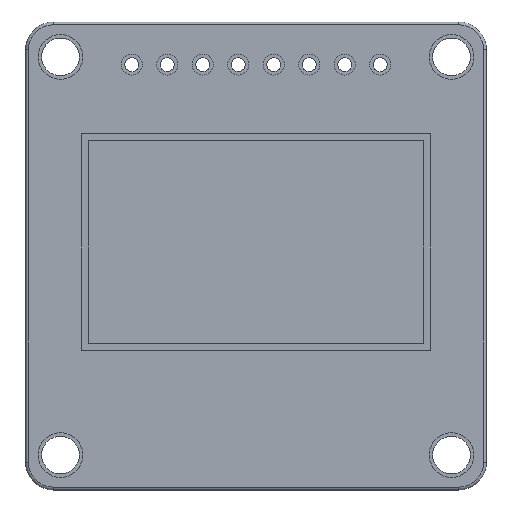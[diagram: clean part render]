
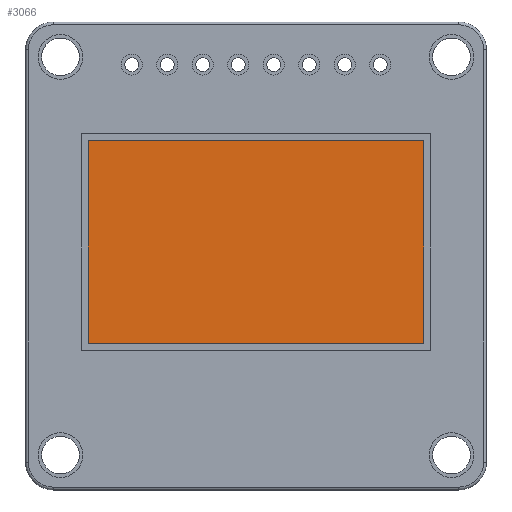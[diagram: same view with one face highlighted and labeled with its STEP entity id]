
A CAD part, top view. The second image highlights one B-rep face of the part: STEP entity #3066.
In plain terms, the highlighted planar face has unit normal (0, 0, 1).
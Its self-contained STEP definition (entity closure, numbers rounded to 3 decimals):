
#2752 = VERTEX_POINT('',#2753);
#2753 = CARTESIAN_POINT('',(-12.,8.25,1.));
#2760 = PLANE('',#2761);
#2761 = AXIS2_PLACEMENT_3D('',#2762,#2763,#2764);
#2762 = CARTESIAN_POINT('',(-12.,8.25,0.));
#2763 = DIRECTION('',(0.,1.,0.));
#2764 = DIRECTION('',(1.,0.,0.));
#2772 = PLANE('',#2773);
#2773 = AXIS2_PLACEMENT_3D('',#2774,#2775,#2776);
#2774 = CARTESIAN_POINT('',(-12.,-6.25,0.));
#2775 = DIRECTION('',(-1.,0.,0.));
#2776 = DIRECTION('',(0.,1.,0.));
#2784 = EDGE_CURVE('',#2752,#2785,#2787,.T.);
#2785 = VERTEX_POINT('',#2786);
#2786 = CARTESIAN_POINT('',(12.,8.25,1.));
#2787 = SURFACE_CURVE('',#2788,(#2792,#2799),.PCURVE_S1.);
#2788 = LINE('',#2789,#2790);
#2789 = CARTESIAN_POINT('',(-12.,8.25,1.));
#2790 = VECTOR('',#2791,1.);
#2791 = DIRECTION('',(1.,0.,0.));
#2792 = PCURVE('',#2760,#2793);
#2793 = DEFINITIONAL_REPRESENTATION('',(#2794),#2798);
#2794 = LINE('',#2795,#2796);
#2795 = CARTESIAN_POINT('',(0.,-1.));
#2796 = VECTOR('',#2797,1.);
#2797 = DIRECTION('',(1.,0.));
#2798 = ( GEOMETRIC_REPRESENTATION_CONTEXT(2) 
PARAMETRIC_REPRESENTATION_CONTEXT() REPRESENTATION_CONTEXT('2D SPACE',''
  ) );
#2799 = PCURVE('',#2800,#2805);
#2800 = PLANE('',#2801);
#2801 = AXIS2_PLACEMENT_3D('',#2802,#2803,#2804);
#2802 = CARTESIAN_POINT('',(0.,1.,1.));
#2803 = DIRECTION('',(-0.,-0.,-1.));
#2804 = DIRECTION('',(-1.,0.,0.));
#2805 = DEFINITIONAL_REPRESENTATION('',(#2806),#2810);
#2806 = LINE('',#2807,#2808);
#2807 = CARTESIAN_POINT('',(12.,7.25));
#2808 = VECTOR('',#2809,1.);
#2809 = DIRECTION('',(-1.,0.));
#2810 = ( GEOMETRIC_REPRESENTATION_CONTEXT(2) 
PARAMETRIC_REPRESENTATION_CONTEXT() REPRESENTATION_CONTEXT('2D SPACE',''
  ) );
#2828 = PLANE('',#2829);
#2829 = AXIS2_PLACEMENT_3D('',#2830,#2831,#2832);
#2830 = CARTESIAN_POINT('',(12.,8.25,0.));
#2831 = DIRECTION('',(1.,0.,0.));
#2832 = DIRECTION('',(0.,-1.,0.));
#2870 = EDGE_CURVE('',#2785,#2871,#2873,.T.);
#2871 = VERTEX_POINT('',#2872);
#2872 = CARTESIAN_POINT('',(12.,-6.25,1.));
#2873 = SURFACE_CURVE('',#2874,(#2878,#2885),.PCURVE_S1.);
#2874 = LINE('',#2875,#2876);
#2875 = CARTESIAN_POINT('',(12.,8.25,1.));
#2876 = VECTOR('',#2877,1.);
#2877 = DIRECTION('',(0.,-1.,0.));
#2878 = PCURVE('',#2828,#2879);
#2879 = DEFINITIONAL_REPRESENTATION('',(#2880),#2884);
#2880 = LINE('',#2881,#2882);
#2881 = CARTESIAN_POINT('',(0.,-1.));
#2882 = VECTOR('',#2883,1.);
#2883 = DIRECTION('',(1.,0.));
#2884 = ( GEOMETRIC_REPRESENTATION_CONTEXT(2) 
PARAMETRIC_REPRESENTATION_CONTEXT() REPRESENTATION_CONTEXT('2D SPACE',''
  ) );
#2885 = PCURVE('',#2800,#2886);
#2886 = DEFINITIONAL_REPRESENTATION('',(#2887),#2891);
#2887 = LINE('',#2888,#2889);
#2888 = CARTESIAN_POINT('',(-12.,7.25));
#2889 = VECTOR('',#2890,1.);
#2890 = DIRECTION('',(0.,-1.));
#2891 = ( GEOMETRIC_REPRESENTATION_CONTEXT(2) 
PARAMETRIC_REPRESENTATION_CONTEXT() REPRESENTATION_CONTEXT('2D SPACE',''
  ) );
#2909 = PLANE('',#2910);
#2910 = AXIS2_PLACEMENT_3D('',#2911,#2912,#2913);
#2911 = CARTESIAN_POINT('',(12.,-6.25,0.));
#2912 = DIRECTION('',(0.,-1.,0.));
#2913 = DIRECTION('',(-1.,0.,0.));
#2946 = EDGE_CURVE('',#2871,#2947,#2949,.T.);
#2947 = VERTEX_POINT('',#2948);
#2948 = CARTESIAN_POINT('',(-12.,-6.25,1.));
#2949 = SURFACE_CURVE('',#2950,(#2954,#2961),.PCURVE_S1.);
#2950 = LINE('',#2951,#2952);
#2951 = CARTESIAN_POINT('',(12.,-6.25,1.));
#2952 = VECTOR('',#2953,1.);
#2953 = DIRECTION('',(-1.,0.,0.));
#2954 = PCURVE('',#2909,#2955);
#2955 = DEFINITIONAL_REPRESENTATION('',(#2956),#2960);
#2956 = LINE('',#2957,#2958);
#2957 = CARTESIAN_POINT('',(0.,-1.));
#2958 = VECTOR('',#2959,1.);
#2959 = DIRECTION('',(1.,0.));
#2960 = ( GEOMETRIC_REPRESENTATION_CONTEXT(2) 
PARAMETRIC_REPRESENTATION_CONTEXT() REPRESENTATION_CONTEXT('2D SPACE',''
  ) );
#2961 = PCURVE('',#2800,#2962);
#2962 = DEFINITIONAL_REPRESENTATION('',(#2963),#2967);
#2963 = LINE('',#2964,#2965);
#2964 = CARTESIAN_POINT('',(-12.,-7.25));
#2965 = VECTOR('',#2966,1.);
#2966 = DIRECTION('',(1.,0.));
#2967 = ( GEOMETRIC_REPRESENTATION_CONTEXT(2) 
PARAMETRIC_REPRESENTATION_CONTEXT() REPRESENTATION_CONTEXT('2D SPACE',''
  ) );
#3017 = EDGE_CURVE('',#2947,#2752,#3018,.T.);
#3018 = SURFACE_CURVE('',#3019,(#3023,#3030),.PCURVE_S1.);
#3019 = LINE('',#3020,#3021);
#3020 = CARTESIAN_POINT('',(-12.,-6.25,1.));
#3021 = VECTOR('',#3022,1.);
#3022 = DIRECTION('',(0.,1.,0.));
#3023 = PCURVE('',#2772,#3024);
#3024 = DEFINITIONAL_REPRESENTATION('',(#3025),#3029);
#3025 = LINE('',#3026,#3027);
#3026 = CARTESIAN_POINT('',(0.,-1.));
#3027 = VECTOR('',#3028,1.);
#3028 = DIRECTION('',(1.,0.));
#3029 = ( GEOMETRIC_REPRESENTATION_CONTEXT(2) 
PARAMETRIC_REPRESENTATION_CONTEXT() REPRESENTATION_CONTEXT('2D SPACE',''
  ) );
#3030 = PCURVE('',#2800,#3031);
#3031 = DEFINITIONAL_REPRESENTATION('',(#3032),#3036);
#3032 = LINE('',#3033,#3034);
#3033 = CARTESIAN_POINT('',(12.,-7.25));
#3034 = VECTOR('',#3035,1.);
#3035 = DIRECTION('',(0.,1.));
#3036 = ( GEOMETRIC_REPRESENTATION_CONTEXT(2) 
PARAMETRIC_REPRESENTATION_CONTEXT() REPRESENTATION_CONTEXT('2D SPACE',''
  ) );
#3066 = ADVANCED_FACE('',(#3067),#2800,.F.);
#3067 = FACE_BOUND('',#3068,.F.);
#3068 = EDGE_LOOP('',(#3069,#3070,#3071,#3072));
#3069 = ORIENTED_EDGE('',*,*,#2784,.T.);
#3070 = ORIENTED_EDGE('',*,*,#2870,.T.);
#3071 = ORIENTED_EDGE('',*,*,#2946,.T.);
#3072 = ORIENTED_EDGE('',*,*,#3017,.T.);
